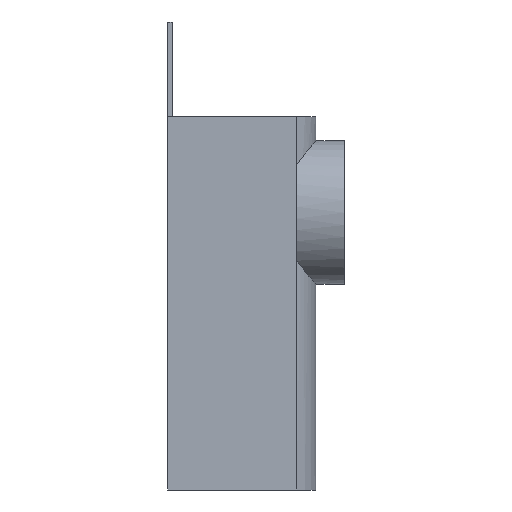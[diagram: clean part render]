
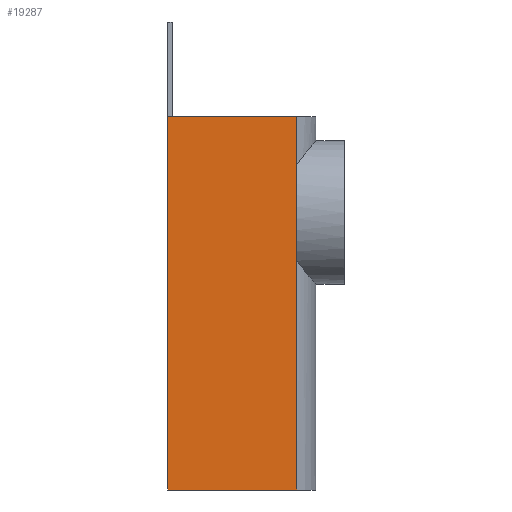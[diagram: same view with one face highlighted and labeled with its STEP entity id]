
A CAD part, left-side view. The second image highlights one B-rep face of the part: STEP entity #19287.
In plain terms, the highlighted planar face has unit normal (-1, 0, 0).
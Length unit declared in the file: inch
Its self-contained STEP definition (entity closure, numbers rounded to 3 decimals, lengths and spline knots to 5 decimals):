
#360 = DIRECTION ( 'NONE',  ( 0., -1., 0. ) ) ;
#1147 = LINE ( 'NONE', #51194, #42700 ) ;
#7988 = VERTEX_POINT ( 'NONE', #38080 ) ;
#8595 = VERTEX_POINT ( 'NONE', #24117 ) ;
#9432 = EDGE_LOOP ( 'NONE', ( #49192, #40552, #49663, #39495 ) ) ;
#10926 = CARTESIAN_POINT ( 'NONE',  ( -0.19685, 0.1063, 1. ) ) ;
#11707 = VECTOR ( 'NONE', #14858, 39.37008 ) ;
#12006 = CARTESIAN_POINT ( 'NONE',  ( -0.19685, 0.1063, 1. ) ) ;
#13022 = VERTEX_POINT ( 'NONE', #49466 ) ;
#13299 = DIRECTION ( 'NONE',  ( 0., 0., -1. ) ) ;
#14858 = DIRECTION ( 'NONE',  ( 0., 0., -1. ) ) ;
#16176 = EDGE_CURVE ( 'NONE', #8595, #38203, #1147, .T. ) ;
#18509 = VECTOR ( 'NONE', #39978, 39.37008 ) ;
#19287 = ADVANCED_FACE ( 'NONE', ( #19317 ), #27628, .T. ) ;
#19317 = FACE_OUTER_BOUND ( 'NONE', #9432, .T. ) ;
#22767 = LINE ( 'NONE', #26934, #48945 ) ;
#23494 = DIRECTION ( 'NONE',  ( -1., 0., 0. ) ) ;
#24117 = CARTESIAN_POINT ( 'NONE',  ( -0.19685, 0.1063, 1.61417 ) ) ;
#26934 = CARTESIAN_POINT ( 'NONE',  ( -0.19685, 0.1063, 1.61417 ) ) ;
#27628 = PLANE ( 'NONE',  #40150 ) ;
#27916 = CARTESIAN_POINT ( 'NONE',  ( -0.19685, 0.1063, 0. ) ) ;
#28331 = LINE ( 'NONE', #10926, #18509 ) ;
#32604 = EDGE_CURVE ( 'NONE', #7988, #13022, #40049, .T. ) ;
#35911 = CARTESIAN_POINT ( 'NONE',  ( -0.19685, -0.1063, 0. ) ) ;
#36193 = DIRECTION ( 'NONE',  ( 0., 0., 1. ) ) ;
#38080 = CARTESIAN_POINT ( 'NONE',  ( -0.19685, -0.1063, 1.61417 ) ) ;
#38203 = VERTEX_POINT ( 'NONE', #12006 ) ;
#39495 = ORIENTED_EDGE ( 'NONE', *, *, #16176, .T. ) ;
#39978 = DIRECTION ( 'NONE',  ( 0., -1., 0. ) ) ;
#40049 = LINE ( 'NONE', #35911, #11707 ) ;
#40150 = AXIS2_PLACEMENT_3D ( 'NONE', #27916, #23494, #36193 ) ;
#40552 = ORIENTED_EDGE ( 'NONE', *, *, #32604, .F. ) ;
#42700 = VECTOR ( 'NONE', #13299, 39.37008 ) ;
#47407 = EDGE_CURVE ( 'NONE', #8595, #7988, #22767, .T. ) ;
#48945 = VECTOR ( 'NONE', #360, 39.37008 ) ;
#49192 = ORIENTED_EDGE ( 'NONE', *, *, #51640, .T. ) ;
#49466 = CARTESIAN_POINT ( 'NONE',  ( -0.19685, -0.1063, 1. ) ) ;
#49663 = ORIENTED_EDGE ( 'NONE', *, *, #47407, .F. ) ;
#51194 = CARTESIAN_POINT ( 'NONE',  ( -0.19685, 0.1063, 0. ) ) ;
#51640 = EDGE_CURVE ( 'NONE', #38203, #13022, #28331, .T. ) ;
